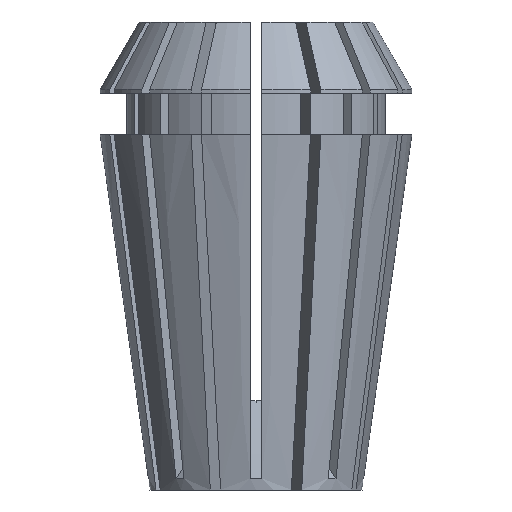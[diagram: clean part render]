
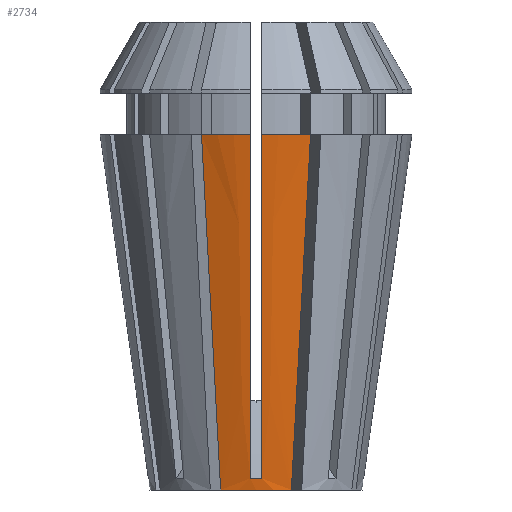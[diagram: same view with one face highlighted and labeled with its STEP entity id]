
A CAD part, left-side view. The second image highlights one B-rep face of the part: STEP entity #2734.
In plain terms, the highlighted conical face has half-angle 8 degrees and reference radius 7.141 mm.
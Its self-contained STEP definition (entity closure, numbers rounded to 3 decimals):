
#37 = VERTEX_POINT ( 'NONE', #3341 ) ;
#88 = CARTESIAN_POINT ( 'NONE',  ( -10.494, -0.375, 23.9 ) ) ;
#145 = CARTESIAN_POINT ( 'NONE',  ( -9.774, 0.375, 18.785 ) ) ;
#354 = B_SPLINE_CURVE_WITH_KNOTS ( 'NONE', 3,
 ( #3007, #4323, #2582, #3483, #916, #2211, #2677, #2618, #3127, #1766 ),
 .UNSPECIFIED., .F., .F.,
 ( 4, 3, 3, 4 ),
 ( 0.044, 0.052, 0.065, 0.067 ),
 .UNSPECIFIED. ) ;
#383 = CARTESIAN_POINT ( 'NONE',  ( -6.732, 2.383, 0. ) ) ;
#622 = ORIENTED_EDGE ( 'NONE', *, *, #5135, .F. ) ;
#672 = CARTESIAN_POINT ( 'NONE',  ( -6.732, 2.383, 0. ) ) ;
#695 = EDGE_CURVE ( 'NONE', #2006, #5198, #4056, .T. ) ;
#696 = CARTESIAN_POINT ( 'NONE',  ( -6.977, 2.484, 1.882 ) ) ;
#716 = ORIENTED_EDGE ( 'NONE', *, *, #695, .F. ) ;
#772 = DIRECTION ( 'NONE',  ( -1., 0., 0. ) ) ;
#824 = CARTESIAN_POINT ( 'NONE',  ( -9.838, -3.669, 23.9 ) ) ;
#831 = EDGE_CURVE ( 'NONE', #2239, #2292, #4682, .T. ) ;
#895 = CARTESIAN_POINT ( 'NONE',  ( -9.048, -3.342, 17.815 ) ) ;
#916 = CARTESIAN_POINT ( 'NONE',  ( -8.797, -0.375, 11.839 ) ) ;
#950 = EDGE_LOOP ( 'NONE', ( #5605, #4732, #716, #622, #3965, #1164, #4761, #1442 ) ) ;
#1024 = CARTESIAN_POINT ( 'NONE',  ( -10.494, 0.375, 23.9 ) ) ;
#1118 = EDGE_CURVE ( 'NONE', #2239, #37, #4631, .T. ) ;
#1164 = ORIENTED_EDGE ( 'NONE', *, *, #4472, .T. ) ;
#1251 = AXIS2_PLACEMENT_3D ( 'NONE', #5505, #4695, #5538 ) ;
#1256 = CARTESIAN_POINT ( 'NONE',  ( -8.257, -3.014, 11.73 ) ) ;
#1440 = CARTESIAN_POINT ( 'NONE',  ( -7.456, 0.375, 2.306 ) ) ;
#1442 = ORIENTED_EDGE ( 'NONE', *, *, #831, .F. ) ;
#1461 = CARTESIAN_POINT ( 'NONE',  ( -8.18, 0.375, 7.451 ) ) ;
#1498 = AXIS2_PLACEMENT_3D ( 'NONE', #4022, #4435, #4468 ) ;
#1605 = AXIS2_PLACEMENT_3D ( 'NONE', #5574, #1682, #2551 ) ;
#1682 = DIRECTION ( 'NONE',  ( 0., 0., -1. ) ) ;
#1708 = CARTESIAN_POINT ( 'NONE',  ( -7.466, -2.687, 5.645 ) ) ;
#1766 = CARTESIAN_POINT ( 'NONE',  ( -7.243, -0.375, 0.79 ) ) ;
#1937 = CARTESIAN_POINT ( 'NONE',  ( -7.466, 2.687, 5.645 ) ) ;
#2006 = VERTEX_POINT ( 'NONE', #2500 ) ;
#2013 = CARTESIAN_POINT ( 'NONE',  ( -9.838, 3.669, 23.9 ) ) ;
#2116 = CARTESIAN_POINT ( 'NONE',  ( -6.977, -2.484, 1.882 ) ) ;
#2188 = EDGE_CURVE ( 'NONE', #5337, #4529, #4064, .T. ) ;
#2211 = CARTESIAN_POINT ( 'NONE',  ( -8.18, -0.375, 7.451 ) ) ;
#2239 = VERTEX_POINT ( 'NONE', #4870 ) ;
#2292 = VERTEX_POINT ( 'NONE', #3076 ) ;
#2500 = CARTESIAN_POINT ( 'NONE',  ( -6.732, -2.383, 0. ) ) ;
#2551 = DIRECTION ( 'NONE',  ( -1., 0., 0. ) ) ;
#2582 = CARTESIAN_POINT ( 'NONE',  ( -9.774, -0.375, 18.785 ) ) ;
#2618 = CARTESIAN_POINT ( 'NONE',  ( -7.456, -0.375, 2.306 ) ) ;
#2640 = CONICAL_SURFACE ( 'NONE', #1251, 7.141, 0.14 ) ;
#2677 = CARTESIAN_POINT ( 'NONE',  ( -7.563, -0.375, 3.063 ) ) ;
#2734 = ADVANCED_FACE ( 'NONE', ( #4422 ), #2640, .T. ) ;
#2749 = CARTESIAN_POINT ( 'NONE',  ( -10.134, 0.375, 21.342 ) ) ;
#2868 = CARTESIAN_POINT ( 'NONE',  ( -7.221, 2.585, 3.763 ) ) ;
#2934 = B_SPLINE_CURVE_WITH_KNOTS ( 'NONE', 3,
 ( #3240, #3161, #4085, #5390 ),
 .UNSPECIFIED., .F., .F.,
 ( 4, 4 ),
 ( 0., 0.001 ),
 .UNSPECIFIED. ) ;
#2938 = DIRECTION ( 'NONE',  ( 0., 0., -1. ) ) ;
#3003 = CARTESIAN_POINT ( 'NONE',  ( -6.732, -2.383, 0. ) ) ;
#3007 = CARTESIAN_POINT ( 'NONE',  ( -10.494, -0.375, 23.9 ) ) ;
#3029 = AXIS2_PLACEMENT_3D ( 'NONE', #3443, #2938, #772 ) ;
#3076 = CARTESIAN_POINT ( 'NONE',  ( -7.243, 0.375, 0.79 ) ) ;
#3094 = EDGE_CURVE ( 'NONE', #2292, #5636, #2934, .T. ) ;
#3127 = CARTESIAN_POINT ( 'NONE',  ( -7.349, -0.375, 1.548 ) ) ;
#3161 = CARTESIAN_POINT ( 'NONE',  ( -7.254, 0.125, 0.78 ) ) ;
#3206 = CARTESIAN_POINT ( 'NONE',  ( -9.415, 0.375, 16.227 ) ) ;
#3240 = CARTESIAN_POINT ( 'NONE',  ( -7.243, 0.375, 0.79 ) ) ;
#3297 = CARTESIAN_POINT ( 'NONE',  ( -9.048, 3.342, 17.815 ) ) ;
#3341 = CARTESIAN_POINT ( 'NONE',  ( -9.838, 3.669, 23.9 ) ) ;
#3443 = CARTESIAN_POINT ( 'NONE',  ( 0., 0., 23.9 ) ) ;
#3483 = CARTESIAN_POINT ( 'NONE',  ( -9.415, -0.375, 16.227 ) ) ;
#3610 = CARTESIAN_POINT ( 'NONE',  ( -7.563, 0.375, 3.063 ) ) ;
#3687 = CARTESIAN_POINT ( 'NONE',  ( -9.838, -3.669, 23.9 ) ) ;
#3965 = ORIENTED_EDGE ( 'NONE', *, *, #2188, .T. ) ;
#4022 = CARTESIAN_POINT ( 'NONE',  ( 0., 0., 0. ) ) ;
#4056 = CIRCLE ( 'NONE', #1498, 7.141 ) ;
#4062 = CARTESIAN_POINT ( 'NONE',  ( -8.797, 0.375, 11.839 ) ) ;
#4064 = CIRCLE ( 'NONE', #1605, 10.5 ) ;
#4085 = CARTESIAN_POINT ( 'NONE',  ( -7.254, -0.125, 0.78 ) ) ;
#4323 = CARTESIAN_POINT ( 'NONE',  ( -10.134, -0.375, 21.342 ) ) ;
#4422 = FACE_OUTER_BOUND ( 'NONE', #950, .T. ) ;
#4435 = DIRECTION ( 'NONE',  ( 0., 0., -1. ) ) ;
#4468 = DIRECTION ( 'NONE',  ( -1., 0., 0. ) ) ;
#4472 = EDGE_CURVE ( 'NONE', #4529, #5636, #354, .T. ) ;
#4491 = CARTESIAN_POINT ( 'NONE',  ( -7.349, 0.375, 1.548 ) ) ;
#4529 = VERTEX_POINT ( 'NONE', #88 ) ;
#4533 = CARTESIAN_POINT ( 'NONE',  ( -7.243, 0.375, 0.79 ) ) ;
#4631 = CIRCLE ( 'NONE', #3029, 10.5 ) ;
#4678 = CARTESIAN_POINT ( 'NONE',  ( -7.243, -0.375, 0.79 ) ) ;
#4682 = B_SPLINE_CURVE_WITH_KNOTS ( 'NONE', 3,
 ( #1024, #2749, #145, #3206, #4062, #1461, #3610, #1440, #4491, #4533 ),
 .UNSPECIFIED., .F., .F.,
 ( 4, 3, 3, 4 ),
 ( 0.044, 0.052, 0.065, 0.067 ),
 .UNSPECIFIED. ) ;
#4695 = DIRECTION ( 'NONE',  ( 0., 0., 1. ) ) ;
#4726 = CARTESIAN_POINT ( 'NONE',  ( -7.221, -2.585, 3.763 ) ) ;
#4732 = ORIENTED_EDGE ( 'NONE', *, *, #4735, .T. ) ;
#4735 = EDGE_CURVE ( 'NONE', #37, #5198, #5088, .T. ) ;
#4761 = ORIENTED_EDGE ( 'NONE', *, *, #3094, .F. ) ;
#4870 = CARTESIAN_POINT ( 'NONE',  ( -10.494, 0.375, 23.9 ) ) ;
#5060 = CARTESIAN_POINT ( 'NONE',  ( -8.257, 3.014, 11.73 ) ) ;
#5088 = B_SPLINE_CURVE_WITH_KNOTS ( 'NONE', 3,
 ( #2013, #3297, #5060, #1937, #2868, #696, #672 ),
 .UNSPECIFIED., .F., .F.,
 ( 4, 3, 4 ),
 ( 0., 0.018, 0.024 ),
 .UNSPECIFIED. ) ;
#5135 = EDGE_CURVE ( 'NONE', #5337, #2006, #5564, .T. ) ;
#5198 = VERTEX_POINT ( 'NONE', #383 ) ;
#5337 = VERTEX_POINT ( 'NONE', #3687 ) ;
#5390 = CARTESIAN_POINT ( 'NONE',  ( -7.243, -0.375, 0.79 ) ) ;
#5505 = CARTESIAN_POINT ( 'NONE',  ( 0., 0., 0. ) ) ;
#5538 = DIRECTION ( 'NONE',  ( 1., 0., 0. ) ) ;
#5564 = B_SPLINE_CURVE_WITH_KNOTS ( 'NONE', 3,
 ( #824, #895, #1256, #1708, #4726, #2116, #3003 ),
 .UNSPECIFIED., .F., .F.,
 ( 4, 3, 4 ),
 ( 0., 0.018, 0.024 ),
 .UNSPECIFIED. ) ;
#5574 = CARTESIAN_POINT ( 'NONE',  ( 0., 0., 23.9 ) ) ;
#5605 = ORIENTED_EDGE ( 'NONE', *, *, #1118, .T. ) ;
#5636 = VERTEX_POINT ( 'NONE', #4678 ) ;
